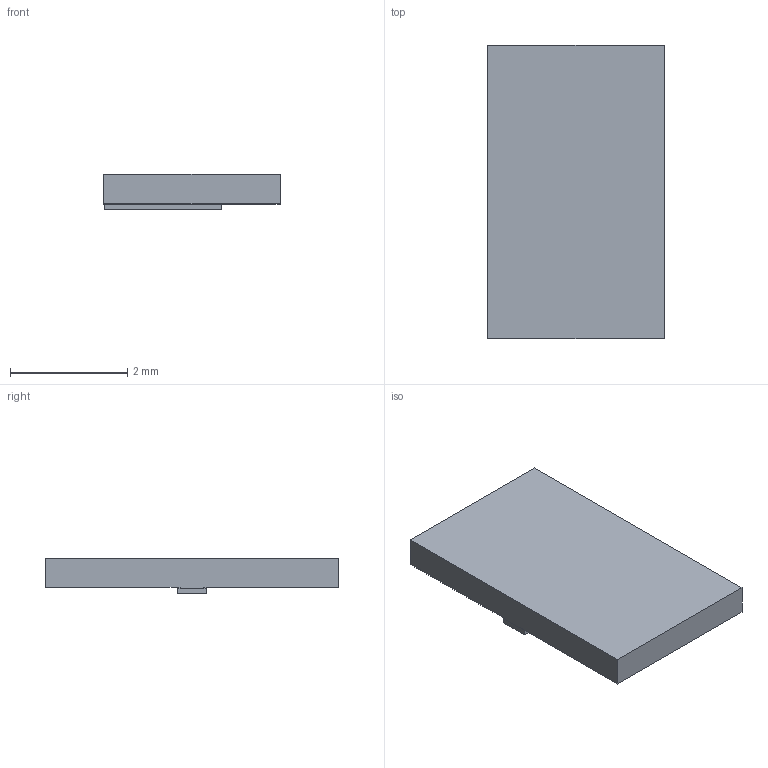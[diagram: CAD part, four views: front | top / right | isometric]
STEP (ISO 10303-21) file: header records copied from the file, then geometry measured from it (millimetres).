
FILE_DESCRIPTION (( 'STEP AP214' ), '1' );
FILE_NAME ('FPL785C-E0W.STEP', '2012-05-03T22:10:10', ( 'User' ), ( 'Microsoft' ), 'SwSTEP 2.0', 'SolidWorks 2011', '' );
FILE_SCHEMA (( 'AUTOMOTIVE_DESIGN' ));
Length unit declared in the file: millimetre
Products named in the file (1): FPL785C-E0W
Bounding box: 3 x 5 x 0.61 mm (x, y, z)
Volume: 7.7 mm3; surface area: 39.1 mm2
Topology: 1 solids, 1 shells, 32 faces, 88 edges, 62 vertices
Faces by surface type: plane 32
Entity records: 1362 total; most frequent: CARTESIAN_POINT 183, ORIENTED_EDGE 176, DIRECTION 162, EDGE_CURVE 88, VECTOR 80, LINE 80, VERTEX_POINT 62, AXIS2_PLACEMENT_3D 41
